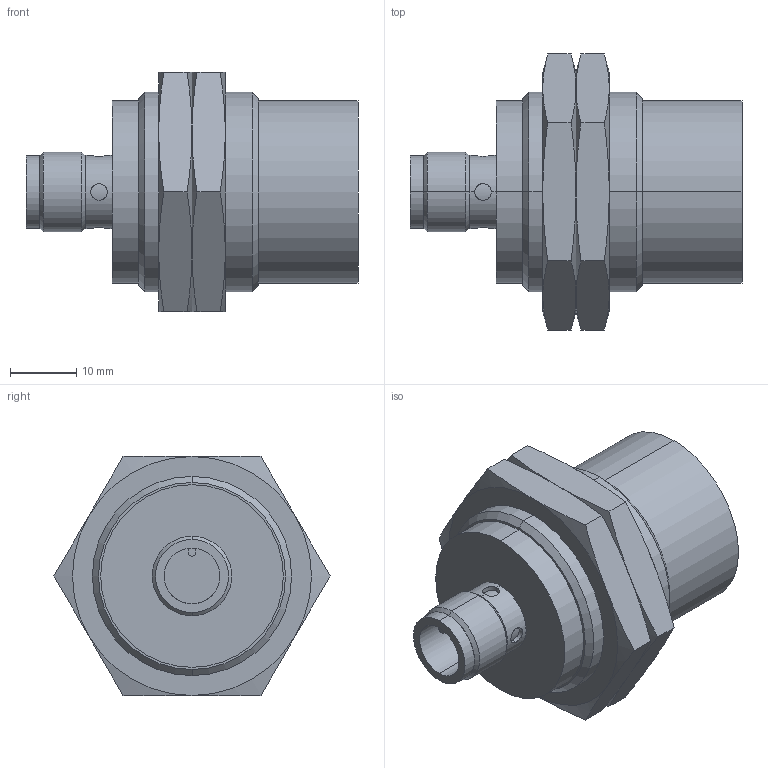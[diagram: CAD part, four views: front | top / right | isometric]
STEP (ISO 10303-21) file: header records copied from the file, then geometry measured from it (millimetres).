
FILE_DESCRIPTION (( 'STEP AP214' ), '1' );
FILE_NAME ('PFT1-AP-4H.step', '2018-04-17T19:36:06', ( '' ), ( '' ), 'SwSTEP 2.0', 'SolidWorks 2017', '' );
FILE_SCHEMA (( 'AUTOMOTIVE_DESIGN' ));
Length unit declared in the file: inch
Products named in the file (1): PFT1-AP-4H
Bounding box: 50 x 41.57 x 36 mm (x, y, z)
Volume: 29467.9 mm3; surface area: 9234.3 mm2
Topology: 3 solids, 3 shells, 99 faces, 209 edges, 124 vertices
Faces by surface type: cone 40, cylinder 32, plane 27
Entity records: 4396 total; most frequent: CARTESIAN_POINT 985, DIRECTION 425, ORIENTED_EDGE 418, EDGE_CURVE 209, AXIS2_PLACEMENT_3D 180, VERTEX_POINT 124, EDGE_LOOP 111, UNCERTAINTY_MEASURE_WITH_UNIT 104
